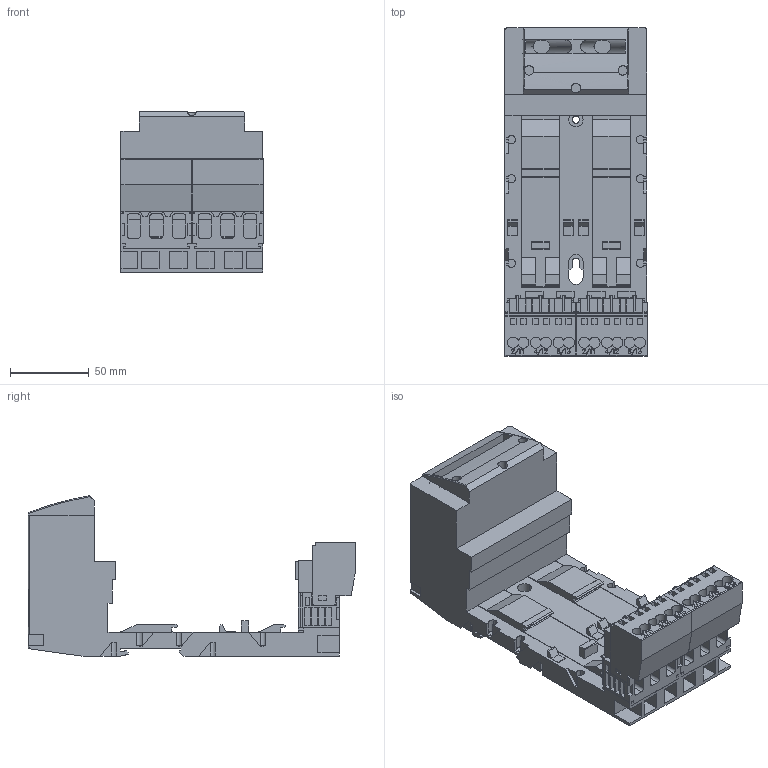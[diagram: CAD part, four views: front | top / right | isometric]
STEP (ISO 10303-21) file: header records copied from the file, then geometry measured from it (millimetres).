
FILE_DESCRIPTION(('STEP AP214'),'1');
FILE_NAME('cctmp_80DF2A56-EBBE-49C1-82C5-4226910BB175_2023_07_18_13_13_48_0123..stp','2023-07-18T11:13:49',('SIEMENS A&D'),('CADClick - www.CADClick.com'),'Spatial InterOp 3D postprocessed',' ','unknown authorization');
FILE_SCHEMA(('AUTOMOTIVE_DESIGN'));
Length unit declared in the file: millimetre
Products named in the file (8): cc_unnamed; 2023_07_18_13_13_48_0045; 2023_07_18_13_13_48_0013; 2023_07_18_13_13_47_0982; 2023_07_18_13_13_47_0951; 2023_07_18_13_13_47_0920; 2023_07_18_13_13_47_0888; 2023_07_18_13_13_47_0857
Assembly tree (7 placements, depth 2):
  cc_unnamed
    2023_07_18_13_13_48_0045
    2023_07_18_13_13_48_0013
    2023_07_18_13_13_47_0982
    2023_07_18_13_13_47_0951
    2023_07_18_13_13_47_0920
    2023_07_18_13_13_47_0888
    2023_07_18_13_13_47_0857
Bounding box: 90.1 x 207.95 x 101.58 mm (x, y, z)
Volume: 545727.2 mm3; surface area: 180731.1 mm2
Topology: 7 solids, 7 shells, 1532 faces, 4332 edges, 2886 vertices
Faces by surface type: plane 1397, cylinder 133, torus 2
Entity records: 82925 total; most frequent: CARTESIAN_POINT 9048, STYLED_ITEM 8757, PRESENTATION_STYLE_ASSIGNMENT 8757, ORIENTED_EDGE 8672, DIRECTION 7698, EDGE_CURVE 4332, CURVE_STYLE 4332, DRAUGHTING_PRE_DEFINED_CURVE_FONT 4332
